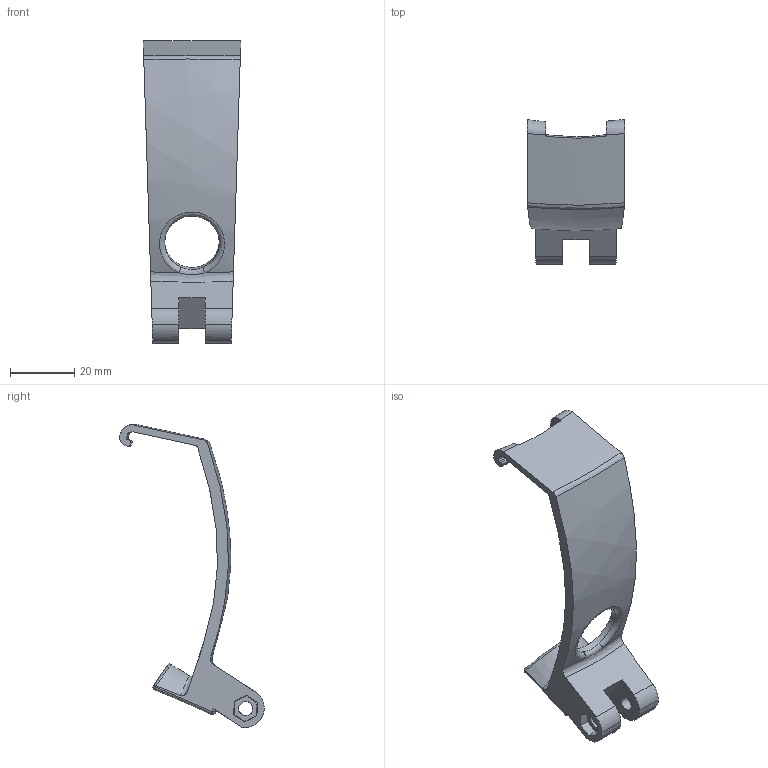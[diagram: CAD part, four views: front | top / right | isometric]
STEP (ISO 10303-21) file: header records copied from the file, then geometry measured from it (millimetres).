
FILE_DESCRIPTION (( 'STEP AP203' ), '1' );
FILE_NAME ('fixed quest pro mount.STEP', '2025-03-05T03:13:43', ( '' ), ( '' ), 'SwSTEP 2.0', 'SolidWorks 2024', '' );
FILE_SCHEMA (( 'CONFIG_CONTROL_DESIGN' ));
Length unit declared in the file: millimetre
Products named in the file (1): fixed quest pro mount
Bounding box: 30.42 x 45 x 94.31 mm (x, y, z)
Volume: 13345.7 mm3; surface area: 8777.3 mm2
Topology: 1 solids, 1 shells, 77 faces, 221 edges, 144 vertices
Faces by surface type: bspline 41, cylinder 19, plane 17
Entity records: 6124 total; most frequent: CARTESIAN_POINT 4456, ORIENTED_EDGE 438, EDGE_CURVE 219, DIRECTION 150, B_SPLINE_CURVE_WITH_KNOTS 147, VERTEX_POINT 144, EDGE_LOOP 83, ADVANCED_FACE 77
